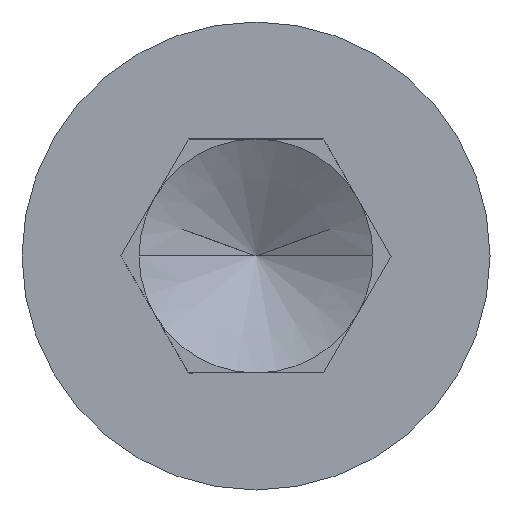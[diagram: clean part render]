
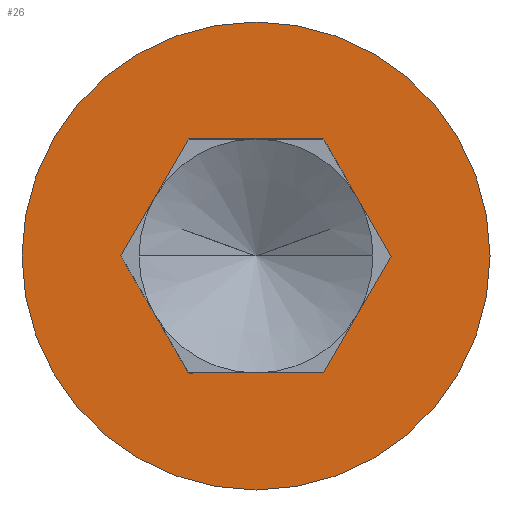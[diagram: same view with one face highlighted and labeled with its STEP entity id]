
A CAD part, left-side view. The second image highlights one B-rep face of the part: STEP entity #26.
In plain terms, the highlighted planar face has unit normal (-1, 0, 0).
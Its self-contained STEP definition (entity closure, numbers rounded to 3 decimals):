
#11 = LINE ( 'NONE', #123, #446 ) ;
#13 = AXIS2_PLACEMENT_3D ( 'NONE', #612, #568, #361 ) ;
#15 = EDGE_CURVE ( 'NONE', #74, #565, #315, .T. ) ;
#17 = CARTESIAN_POINT ( 'NONE',  ( 0., 2.309, 4. ) ) ;
#18 = CARTESIAN_POINT ( 'NONE',  ( 0., 2.309, -4. ) ) ;
#26 = ADVANCED_FACE ( 'NONE', ( #488, #160 ), #520, .F. ) ;
#28 = CARTESIAN_POINT ( 'NONE',  ( 0., 2.309, 4. ) ) ;
#31 = DIRECTION ( 'NONE',  ( 0., 0., -1. ) ) ;
#44 = EDGE_CURVE ( 'NONE', #150, #423, #11, .T. ) ;
#59 = AXIS2_PLACEMENT_3D ( 'NONE', #183, #622, #31 ) ;
#63 = EDGE_LOOP ( 'NONE', ( #269, #218 ) ) ;
#74 = VERTEX_POINT ( 'NONE', #683 ) ;
#87 = EDGE_CURVE ( 'NONE', #98, #389, #265, .T. ) ;
#98 = VERTEX_POINT ( 'NONE', #156 ) ;
#99 = ORIENTED_EDGE ( 'NONE', *, *, #583, .F. ) ;
#119 = VECTOR ( 'NONE', #442, 1000. ) ;
#123 = CARTESIAN_POINT ( 'NONE',  ( 0., 0., -4. ) ) ;
#126 = CARTESIAN_POINT ( 'NONE',  ( 0., -2.309, -4. ) ) ;
#150 = VERTEX_POINT ( 'NONE', #18 ) ;
#156 = CARTESIAN_POINT ( 'NONE',  ( 0., -4.619, 0. ) ) ;
#160 = FACE_OUTER_BOUND ( 'NONE', #63, .T. ) ;
#180 = DIRECTION ( 'NONE',  ( 0., -0.5, -0.866 ) ) ;
#183 = CARTESIAN_POINT ( 'NONE',  ( 0., 0., 0. ) ) ;
#193 = EDGE_LOOP ( 'NONE', ( #513, #99, #219, #441, #552, #528 ) ) ;
#194 = DIRECTION ( 'NONE',  ( 1., 0., 0. ) ) ;
#218 = ORIENTED_EDGE ( 'NONE', *, *, #367, .F. ) ;
#219 = ORIENTED_EDGE ( 'NONE', *, *, #44, .F. ) ;
#227 = AXIS2_PLACEMENT_3D ( 'NONE', #524, #194, #626 ) ;
#235 = VECTOR ( 'NONE', #579, 1000. ) ;
#241 = CARTESIAN_POINT ( 'NONE',  ( 0., 0., 8. ) ) ;
#254 = DIRECTION ( 'NONE',  ( 0., -1., 0. ) ) ;
#256 = EDGE_CURVE ( 'NONE', #389, #392, #539, .T. ) ;
#265 = LINE ( 'NONE', #448, #431 ) ;
#269 = ORIENTED_EDGE ( 'NONE', *, *, #15, .F. ) ;
#315 = CIRCLE ( 'NONE', #59, 8. ) ;
#340 = LINE ( 'NONE', #679, #615 ) ;
#361 = DIRECTION ( 'NONE',  ( 0., 0., -1. ) ) ;
#367 = EDGE_CURVE ( 'NONE', #565, #74, #559, .T. ) ;
#379 = CARTESIAN_POINT ( 'NONE',  ( 0., -2.309, 4. ) ) ;
#389 = VERTEX_POINT ( 'NONE', #379 ) ;
#390 = CARTESIAN_POINT ( 'NONE',  ( 0., 0., 4. ) ) ;
#392 = VERTEX_POINT ( 'NONE', #28 ) ;
#420 = VERTEX_POINT ( 'NONE', #637 ) ;
#423 = VERTEX_POINT ( 'NONE', #542 ) ;
#431 = VECTOR ( 'NONE', #551, 1000. ) ;
#441 = ORIENTED_EDGE ( 'NONE', *, *, #619, .F. ) ;
#442 = DIRECTION ( 'NONE',  ( 0., 1., 0. ) ) ;
#446 = VECTOR ( 'NONE', #254, 1000. ) ;
#448 = CARTESIAN_POINT ( 'NONE',  ( 0., -4.619, 0. ) ) ;
#450 = LINE ( 'NONE', #17, #620 ) ;
#488 = FACE_BOUND ( 'NONE', #193, .T. ) ;
#513 = ORIENTED_EDGE ( 'NONE', *, *, #87, .F. ) ;
#520 = PLANE ( 'NONE',  #227 ) ;
#524 = CARTESIAN_POINT ( 'NONE',  ( 0., 0., 0. ) ) ;
#528 = ORIENTED_EDGE ( 'NONE', *, *, #256, .F. ) ;
#539 = LINE ( 'NONE', #390, #119 ) ;
#542 = CARTESIAN_POINT ( 'NONE',  ( 0., -2.309, -4. ) ) ;
#551 = DIRECTION ( 'NONE',  ( 0., 0.5, 0.866 ) ) ;
#552 = ORIENTED_EDGE ( 'NONE', *, *, #556, .F. ) ;
#556 = EDGE_CURVE ( 'NONE', #392, #420, #450, .T. ) ;
#559 = CIRCLE ( 'NONE', #13, 8. ) ;
#565 = VERTEX_POINT ( 'NONE', #241 ) ;
#568 = DIRECTION ( 'NONE',  ( 1., 0., 0. ) ) ;
#579 = DIRECTION ( 'NONE',  ( 0., -0.5, 0.866 ) ) ;
#583 = EDGE_CURVE ( 'NONE', #423, #98, #585, .T. ) ;
#585 = LINE ( 'NONE', #126, #235 ) ;
#612 = CARTESIAN_POINT ( 'NONE',  ( 0., 0., 0. ) ) ;
#615 = VECTOR ( 'NONE', #180, 1000. ) ;
#619 = EDGE_CURVE ( 'NONE', #420, #150, #340, .T. ) ;
#620 = VECTOR ( 'NONE', #631, 1000. ) ;
#622 = DIRECTION ( 'NONE',  ( 1., 0., 0. ) ) ;
#626 = DIRECTION ( 'NONE',  ( 0., 0., -1. ) ) ;
#631 = DIRECTION ( 'NONE',  ( 0., 0.5, -0.866 ) ) ;
#637 = CARTESIAN_POINT ( 'NONE',  ( 0., 4.619, 0. ) ) ;
#679 = CARTESIAN_POINT ( 'NONE',  ( 0., 4.619, 0. ) ) ;
#683 = CARTESIAN_POINT ( 'NONE',  ( 0., 0., -8. ) ) ;
